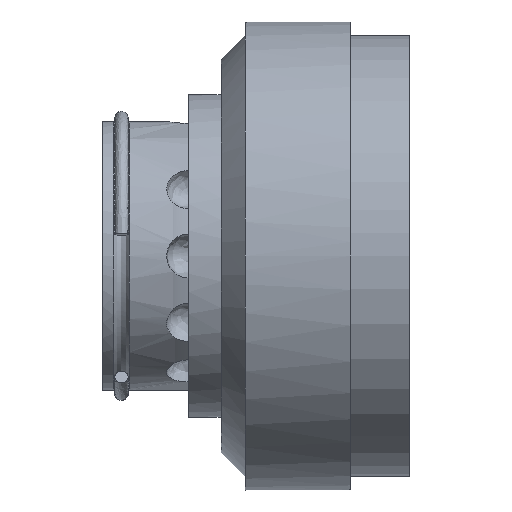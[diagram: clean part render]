
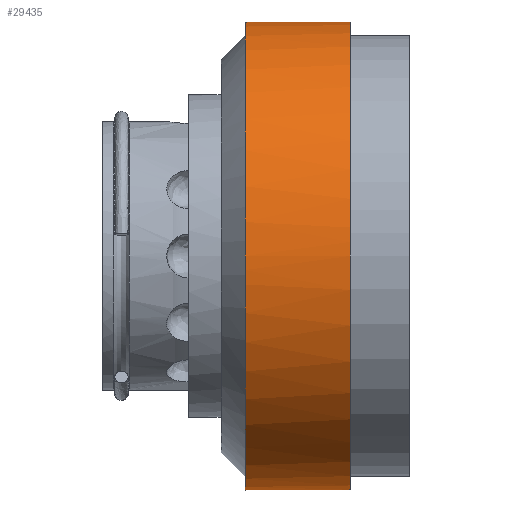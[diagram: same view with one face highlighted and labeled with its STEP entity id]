
A CAD part, left-side view. The second image highlights one B-rep face of the part: STEP entity #29435.
In plain terms, the highlighted free-form (B-spline) face has degree [2, 1] with [9, 2] control points.
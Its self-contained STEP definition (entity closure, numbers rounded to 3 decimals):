
#27032 = EDGE_CURVE('',#27033,#27033,#27035,.T.);
#27033 = VERTEX_POINT('',#27034);
#27034 = CARTESIAN_POINT('',(-39.654,3.646,
    0.));
#27035 = ( BOUNDED_CURVE() B_SPLINE_CURVE(2,(#27036,#27037,#27038,#27039
    ,#27040,#27041,#27042),.UNSPECIFIED.,.T.,.F.) 
B_SPLINE_CURVE_WITH_KNOTS((3,2,2,3),(3.142,5.236,
7.33,9.425),.PIECEWISE_BEZIER_KNOTS.) CURVE() 
GEOMETRIC_REPRESENTATION_ITEM() RATIONAL_B_SPLINE_CURVE((1.,0.5,1.,0.5,
1.,0.5,1.)) REPRESENTATION_ITEM('') );
#27036 = CARTESIAN_POINT('',(-39.654,3.646,
    0.));
#27037 = CARTESIAN_POINT('',(-39.654,3.646,
    -68.683));
#27038 = CARTESIAN_POINT('',(19.827,3.646,
    -34.342));
#27039 = CARTESIAN_POINT('',(79.309,3.646,
    0.));
#27040 = CARTESIAN_POINT('',(19.827,3.646,
    34.342));
#27041 = CARTESIAN_POINT('',(-39.654,3.646,
    68.683));
#27042 = CARTESIAN_POINT('',(-39.654,3.646,
    0.));
#29435 = ADVANCED_FACE('',(#29436),#29457,.T.);
#29436 = FACE_BOUND('',#29437,.T.);
#29437 = EDGE_LOOP('',(#29438,#29450,#29455,#29456));
#29438 = ORIENTED_EDGE('',*,*,#29439,.F.);
#29439 = EDGE_CURVE('',#29440,#29440,#29442,.T.);
#29440 = VERTEX_POINT('',#29441);
#29441 = CARTESIAN_POINT('',(-39.654,21.422,
    0.));
#29442 = ( BOUNDED_CURVE() B_SPLINE_CURVE(2,(#29443,#29444,#29445,#29446
    ,#29447,#29448,#29449),.UNSPECIFIED.,.T.,.F.) 
B_SPLINE_CURVE_WITH_KNOTS((3,2,2,3),(3.142,5.236,
7.33,9.425),.PIECEWISE_BEZIER_KNOTS.) CURVE() 
GEOMETRIC_REPRESENTATION_ITEM() RATIONAL_B_SPLINE_CURVE((1.,0.5,1.,0.5,
1.,0.5,1.)) REPRESENTATION_ITEM('') );
#29443 = CARTESIAN_POINT('',(-39.654,21.422,
    0.));
#29444 = CARTESIAN_POINT('',(-39.654,21.422,
    68.683));
#29445 = CARTESIAN_POINT('',(19.827,21.422,
    34.342));
#29446 = CARTESIAN_POINT('',(79.309,21.422,
    0.));
#29447 = CARTESIAN_POINT('',(19.827,21.422,
    -34.342));
#29448 = CARTESIAN_POINT('',(-39.654,21.422,
    -68.683));
#29449 = CARTESIAN_POINT('',(-39.654,21.422,
    0.));
#29450 = ORIENTED_EDGE('',*,*,#29451,.T.);
#29451 = EDGE_CURVE('',#29440,#27033,#29452,.T.);
#29452 = B_SPLINE_CURVE_WITH_KNOTS('',1,(#29453,#29454),.UNSPECIFIED.,
  .F.,.F.,(2,2),(-11.75,7.75),.PIECEWISE_BEZIER_KNOTS.);
#29453 = CARTESIAN_POINT('',(-39.654,21.422,
    0.));
#29454 = CARTESIAN_POINT('',(-39.654,3.646,
    0.));
#29455 = ORIENTED_EDGE('',*,*,#27032,.F.);
#29456 = ORIENTED_EDGE('',*,*,#29451,.F.);
#29457 = ( BOUNDED_SURFACE() B_SPLINE_SURFACE(2,1,(
    (#29458,#29459)
    ,(#29460,#29461)
    ,(#29462,#29463)
    ,(#29464,#29465)
    ,(#29466,#29467)
    ,(#29468,#29469)
    ,(#29470,#29471)
    ,(#29472,#29473)
    ,(#29474,#29475
)),.UNSPECIFIED.,.T.,.F.,.F.) B_SPLINE_SURFACE_WITH_KNOTS((3,2,2,2,3),(2
    ,2),(-3.142,-2.094,0.,2.094,3.142)
,(-7.75,11.75),.UNSPECIFIED.) GEOMETRIC_REPRESENTATION_ITEM() 
RATIONAL_B_SPLINE_SURFACE((
    (0.75,0.75)
    ,(0.75,0.75)
    ,(1.,1.)
    ,(0.5,0.5)
    ,(1.,1.)
    ,(0.5,0.5)
    ,(1.,1.)
    ,(0.75,0.75)
,(0.75,0.75))) REPRESENTATION_ITEM('') SURFACE() );
#29458 = CARTESIAN_POINT('',(-39.654,3.646,0.));
#29459 = CARTESIAN_POINT('',(-39.654,21.422,0.));
#29460 = CARTESIAN_POINT('',(-39.654,3.646,
    22.894));
#29461 = CARTESIAN_POINT('',(-39.654,21.422,
    22.894));
#29462 = CARTESIAN_POINT('',(-19.827,3.646,
    34.342));
#29463 = CARTESIAN_POINT('',(-19.827,21.422,
    34.342));
#29464 = CARTESIAN_POINT('',(39.654,3.646,
    68.683));
#29465 = CARTESIAN_POINT('',(39.654,21.422,
    68.683));
#29466 = CARTESIAN_POINT('',(39.654,3.646,
    0.));
#29467 = CARTESIAN_POINT('',(39.654,21.422,
    0.));
#29468 = CARTESIAN_POINT('',(39.654,3.646,
    -68.683));
#29469 = CARTESIAN_POINT('',(39.654,21.422,
    -68.683));
#29470 = CARTESIAN_POINT('',(-19.827,3.646,
    -34.342));
#29471 = CARTESIAN_POINT('',(-19.827,21.422,
    -34.342));
#29472 = CARTESIAN_POINT('',(-39.654,3.646,
    -22.894));
#29473 = CARTESIAN_POINT('',(-39.654,21.422,
    -22.894));
#29474 = CARTESIAN_POINT('',(-39.654,3.646,0.));
#29475 = CARTESIAN_POINT('',(-39.654,21.422,0.));
